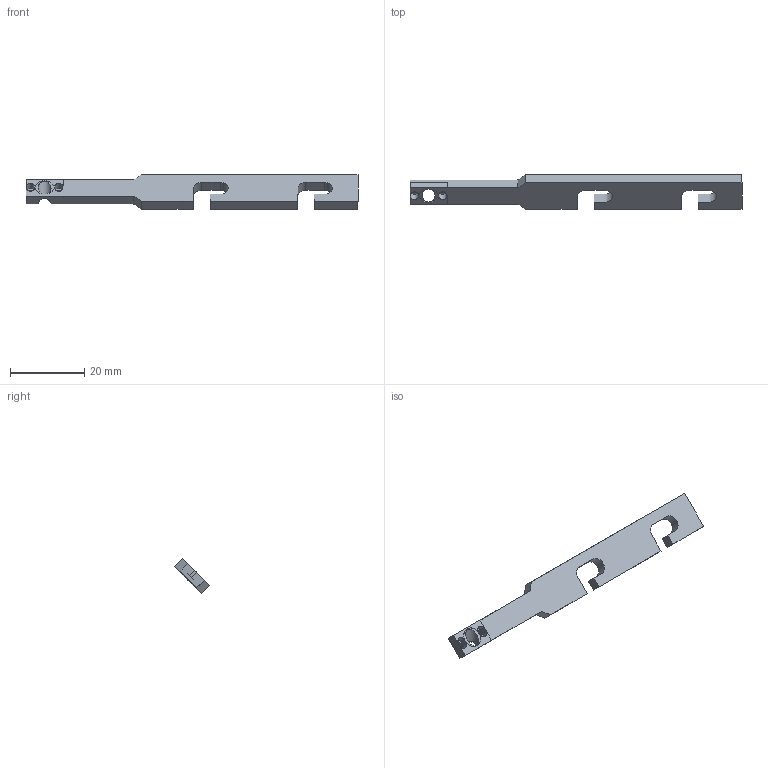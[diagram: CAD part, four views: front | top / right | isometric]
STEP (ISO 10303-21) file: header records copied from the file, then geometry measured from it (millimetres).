
FILE_DESCRIPTION(/* description */ (''),/* implementation_level */ '2;1');
FILE_NAME(/* name */ 'DovetailSampleScan_AdjustedforPiezoConceptHS1_IncreasedHoles0p05mm_IncreasedMountingholesfor832screws.stp',/* time_stamp */ '2024-10-07T10:05:48-05:00',/* author */ ('monolithic'),/* organization */ (''),/* preprocessor_version */ 'ST-DEVELOPER v20',/* originating_system */ 'Autodesk Inventor 2024',/* authorisation */ '');
FILE_SCHEMA (('AUTOMOTIVE_DESIGN { 1 0 10303 214 3 1 1 }'));
Length unit declared in the file: millimetre
Products named in the file (1): DovetailSampleScan_AdjustedforPiezoConceptHS1_IncreasedHoles0p05mm_In
creasedMountingholesfor832screws
Bounding box: 89.25 x 9.39 x 9.39 mm (x, y, z)
Volume: 2019.1 mm3; surface area: 2147 mm2
Topology: 1 solids, 1 shells, 54 faces, 148 edges, 98 vertices
Faces by surface type: plane 41, cylinder 13
Full cylindrical faces by diameter (mm): 1.575 x2, 3.5 x1, 5.2 x1
Entity records: 1788 total; most frequent: CARTESIAN_POINT 301, ORIENTED_EDGE 296, DIRECTION 291, EDGE_CURVE 148, LINE 115, VECTOR 115, VERTEX_POINT 98, AXIS2_PLACEMENT_3D 88
